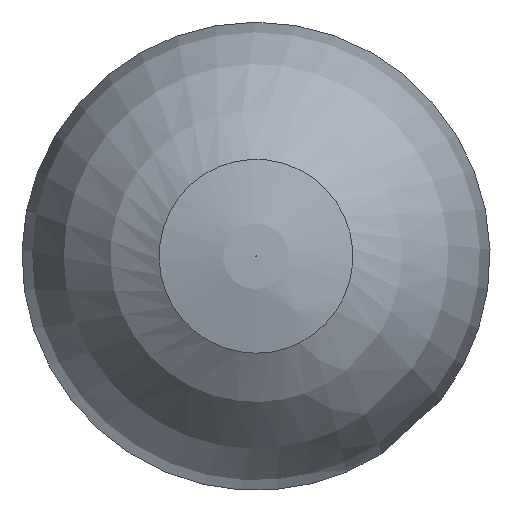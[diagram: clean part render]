
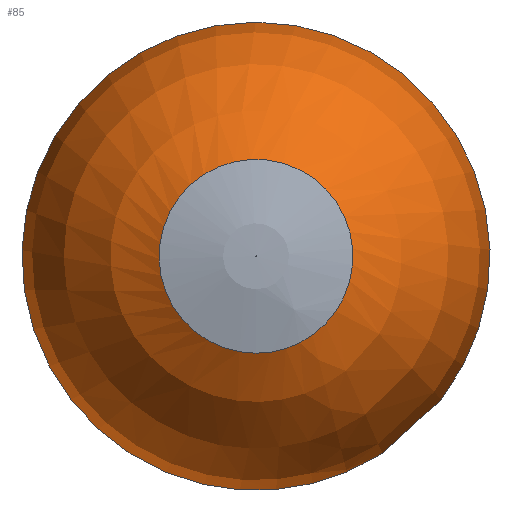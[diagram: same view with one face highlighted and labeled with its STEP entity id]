
A CAD part, left-side view. The second image highlights one B-rep face of the part: STEP entity #85.
In plain terms, the highlighted face is a revolution surface.
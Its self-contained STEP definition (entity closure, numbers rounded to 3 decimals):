
#60=SURFACE_OF_REVOLUTION('',#66,#63);
#63=AXIS1_PLACEMENT('',#244,#196);
#66=(
BOUNDED_CURVE()
B_SPLINE_CURVE(3,(#240,#241,#242,#243),.UNSPECIFIED.,.F.,.F.)
B_SPLINE_CURVE_WITH_KNOTS((4,4),(0.,1.),.UNSPECIFIED.)
CURVE()
GEOMETRIC_REPRESENTATION_ITEM()
RATIONAL_B_SPLINE_CURVE((1.,0.743,0.743,1.))
REPRESENTATION_ITEM('')
);
#71=FACE_BOUND('',#105,.T.);
#72=FACE_BOUND('',#106,.T.);
#85=ADVANCED_FACE('',(#71,#72),#60,.F.);
#105=EDGE_LOOP('',(#123));
#106=EDGE_LOOP('',(#124));
#123=ORIENTED_EDGE('',*,*,#147,.T.);
#124=ORIENTED_EDGE('',*,*,#144,.F.);
#135=VERTEX_POINT('',#221);
#138=VERTEX_POINT('',#234);
#144=EDGE_CURVE('',#135,#135,#153,.T.);
#147=EDGE_CURVE('',#138,#138,#156,.T.);
#153=CIRCLE('',#163,13.119);
#156=CIRCLE('',#168,6.754);
#163=AXIS2_PLACEMENT_3D('',#220,#182,#183);
#168=AXIS2_PLACEMENT_3D('',#233,#193,#194);
#182=DIRECTION('',(1.,0.,0.));
#183=DIRECTION('',(0.,0.,-1.));
#193=DIRECTION('',(1.,0.,0.));
#194=DIRECTION('',(0.,0.,-1.));
#196=DIRECTION('',(1.,0.,0.));
#220=CARTESIAN_POINT('',(25.8,0.,0.));
#221=CARTESIAN_POINT('',(25.8,0.,-13.119));
#233=CARTESIAN_POINT('',(1.248,0.,0.));
#234=CARTESIAN_POINT('',(1.248,0.,-6.754));
#240=CARTESIAN_POINT('',(25.8,-12.878,2.5));
#241=CARTESIAN_POINT('',(16.694,-19.737,2.5));
#242=CARTESIAN_POINT('',(5.685,-16.776,2.5));
#243=CARTESIAN_POINT('',(1.248,-6.274,2.5));
#244=CARTESIAN_POINT('',(0.,0.,0.));
